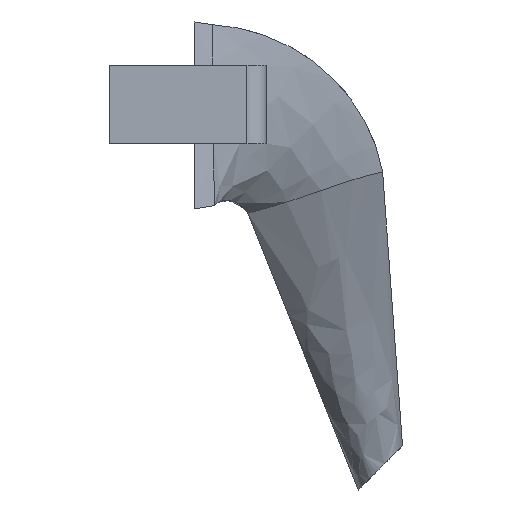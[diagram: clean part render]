
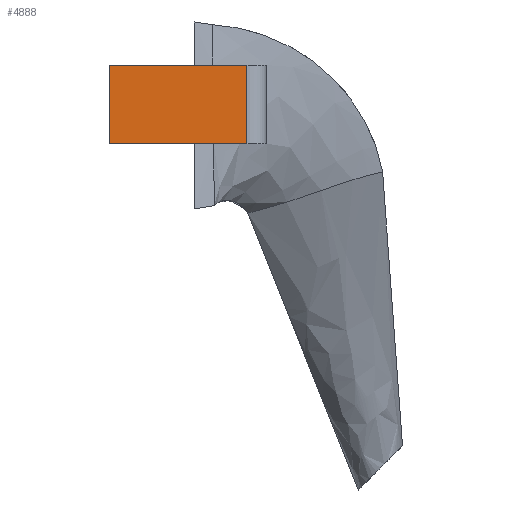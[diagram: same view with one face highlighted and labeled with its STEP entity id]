
A CAD part, left-side view. The second image highlights one B-rep face of the part: STEP entity #4888.
In plain terms, the highlighted planar face has unit normal (-1, 0, 0).
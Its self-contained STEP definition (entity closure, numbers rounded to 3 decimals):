
#1850 = PLANE('',#1851);
#1851 = AXIS2_PLACEMENT_3D('',#1852,#1853,#1854);
#1852 = CARTESIAN_POINT('',(-17.33,1.22,46.));
#1853 = DIRECTION('',(0.,0.,1.));
#1854 = DIRECTION('',(1.,0.,0.));
#1988 = PLANE('',#1989);
#1989 = AXIS2_PLACEMENT_3D('',#1990,#1991,#1992);
#1990 = CARTESIAN_POINT('',(-17.33,1.22,42.));
#1991 = DIRECTION('',(0.,0.,1.));
#1992 = DIRECTION('',(1.,0.,0.));
#2941 = VERTEX_POINT('',#2942);
#2942 = CARTESIAN_POINT('',(-19.996,5.31,42.));
#2956 = PLANE('',#2957);
#2957 = AXIS2_PLACEMENT_3D('',#2958,#2959,#2960);
#2958 = CARTESIAN_POINT('',(-17.808,5.31,42.));
#2959 = DIRECTION('',(0.,-1.,0.));
#2960 = DIRECTION('',(-1.,0.,0.));
#2968 = EDGE_CURVE('',#2941,#2969,#2971,.T.);
#2969 = VERTEX_POINT('',#2970);
#2970 = CARTESIAN_POINT('',(-19.996,-1.693,42.));
#2971 = SURFACE_CURVE('',#2972,(#2976,#2983),.PCURVE_S1.);
#2972 = LINE('',#2973,#2974);
#2973 = CARTESIAN_POINT('',(-19.996,5.31,42.));
#2974 = VECTOR('',#2975,1.);
#2975 = DIRECTION('',(0.,-1.,0.));
#2976 = PCURVE('',#1988,#2977);
#2977 = DEFINITIONAL_REPRESENTATION('',(#2978),#2982);
#2978 = LINE('',#2979,#2980);
#2979 = CARTESIAN_POINT('',(-2.667,4.09));
#2980 = VECTOR('',#2981,1.);
#2981 = DIRECTION('',(0.,-1.));
#2982 = ( GEOMETRIC_REPRESENTATION_CONTEXT(2) 
PARAMETRIC_REPRESENTATION_CONTEXT() REPRESENTATION_CONTEXT('2D SPACE',''
  ) );
#2983 = PCURVE('',#2984,#2989);
#2984 = PLANE('',#2985);
#2985 = AXIS2_PLACEMENT_3D('',#2986,#2987,#2988);
#2986 = CARTESIAN_POINT('',(-19.996,5.31,42.));
#2987 = DIRECTION('',(1.,0.,0.));
#2988 = DIRECTION('',(0.,-1.,0.));
#2989 = DEFINITIONAL_REPRESENTATION('',(#2990),#2994);
#2990 = LINE('',#2991,#2992);
#2991 = CARTESIAN_POINT('',(0.,0.));
#2992 = VECTOR('',#2993,1.);
#2993 = DIRECTION('',(1.,0.));
#2994 = ( GEOMETRIC_REPRESENTATION_CONTEXT(2) 
PARAMETRIC_REPRESENTATION_CONTEXT() REPRESENTATION_CONTEXT('2D SPACE',''
  ) );
#3013 = CYLINDRICAL_SURFACE('',#3014,1.);
#3014 = AXIS2_PLACEMENT_3D('',#3015,#3016,#3017);
#3015 = CARTESIAN_POINT('',(-18.996,-1.693,42.));
#3016 = DIRECTION('',(-0.,-0.,-1.));
#3017 = DIRECTION('',(1.,0.,0.));
#3266 = VERTEX_POINT('',#3267);
#3267 = CARTESIAN_POINT('',(-19.996,5.31,46.));
#3288 = EDGE_CURVE('',#3266,#3289,#3291,.T.);
#3289 = VERTEX_POINT('',#3290);
#3290 = CARTESIAN_POINT('',(-19.996,-1.693,46.));
#3291 = SURFACE_CURVE('',#3292,(#3296,#3303),.PCURVE_S1.);
#3292 = LINE('',#3293,#3294);
#3293 = CARTESIAN_POINT('',(-19.996,5.31,46.));
#3294 = VECTOR('',#3295,1.);
#3295 = DIRECTION('',(0.,-1.,0.));
#3296 = PCURVE('',#1850,#3297);
#3297 = DEFINITIONAL_REPRESENTATION('',(#3298),#3302);
#3298 = LINE('',#3299,#3300);
#3299 = CARTESIAN_POINT('',(-2.667,4.09));
#3300 = VECTOR('',#3301,1.);
#3301 = DIRECTION('',(0.,-1.));
#3302 = ( GEOMETRIC_REPRESENTATION_CONTEXT(2) 
PARAMETRIC_REPRESENTATION_CONTEXT() REPRESENTATION_CONTEXT('2D SPACE',''
  ) );
#3303 = PCURVE('',#2984,#3304);
#3304 = DEFINITIONAL_REPRESENTATION('',(#3305),#3309);
#3305 = LINE('',#3306,#3307);
#3306 = CARTESIAN_POINT('',(0.,-4.));
#3307 = VECTOR('',#3308,1.);
#3308 = DIRECTION('',(1.,0.));
#3309 = ( GEOMETRIC_REPRESENTATION_CONTEXT(2) 
PARAMETRIC_REPRESENTATION_CONTEXT() REPRESENTATION_CONTEXT('2D SPACE',''
  ) );
#4752 = EDGE_CURVE('',#2941,#3266,#4753,.T.);
#4753 = SURFACE_CURVE('',#4754,(#4758,#4765),.PCURVE_S1.);
#4754 = LINE('',#4755,#4756);
#4755 = CARTESIAN_POINT('',(-19.996,5.31,42.));
#4756 = VECTOR('',#4757,1.);
#4757 = DIRECTION('',(0.,0.,1.));
#4758 = PCURVE('',#2956,#4759);
#4759 = DEFINITIONAL_REPRESENTATION('',(#4760),#4764);
#4760 = LINE('',#4761,#4762);
#4761 = CARTESIAN_POINT('',(2.188,0.));
#4762 = VECTOR('',#4763,1.);
#4763 = DIRECTION('',(0.,-1.));
#4764 = ( GEOMETRIC_REPRESENTATION_CONTEXT(2) 
PARAMETRIC_REPRESENTATION_CONTEXT() REPRESENTATION_CONTEXT('2D SPACE',''
  ) );
#4765 = PCURVE('',#2984,#4766);
#4766 = DEFINITIONAL_REPRESENTATION('',(#4767),#4771);
#4767 = LINE('',#4768,#4769);
#4768 = CARTESIAN_POINT('',(0.,0.));
#4769 = VECTOR('',#4770,1.);
#4770 = DIRECTION('',(0.,-1.));
#4771 = ( GEOMETRIC_REPRESENTATION_CONTEXT(2) 
PARAMETRIC_REPRESENTATION_CONTEXT() REPRESENTATION_CONTEXT('2D SPACE',''
  ) );
#4865 = EDGE_CURVE('',#2969,#3289,#4866,.T.);
#4866 = SURFACE_CURVE('',#4867,(#4871,#4878),.PCURVE_S1.);
#4867 = LINE('',#4868,#4869);
#4868 = CARTESIAN_POINT('',(-19.996,-1.693,42.));
#4869 = VECTOR('',#4870,1.);
#4870 = DIRECTION('',(0.,0.,1.));
#4871 = PCURVE('',#3013,#4872);
#4872 = DEFINITIONAL_REPRESENTATION('',(#4873),#4877);
#4873 = LINE('',#4874,#4875);
#4874 = CARTESIAN_POINT('',(-3.142,0.));
#4875 = VECTOR('',#4876,1.);
#4876 = DIRECTION('',(-0.,-1.));
#4877 = ( GEOMETRIC_REPRESENTATION_CONTEXT(2) 
PARAMETRIC_REPRESENTATION_CONTEXT() REPRESENTATION_CONTEXT('2D SPACE',''
  ) );
#4878 = PCURVE('',#2984,#4879);
#4879 = DEFINITIONAL_REPRESENTATION('',(#4880),#4884);
#4880 = LINE('',#4881,#4882);
#4881 = CARTESIAN_POINT('',(7.003,0.));
#4882 = VECTOR('',#4883,1.);
#4883 = DIRECTION('',(0.,-1.));
#4884 = ( GEOMETRIC_REPRESENTATION_CONTEXT(2) 
PARAMETRIC_REPRESENTATION_CONTEXT() REPRESENTATION_CONTEXT('2D SPACE',''
  ) );
#4888 = ADVANCED_FACE('',(#4889),#2984,.F.);
#4889 = FACE_BOUND('',#4890,.F.);
#4890 = EDGE_LOOP('',(#4891,#4892,#4893,#4894));
#4891 = ORIENTED_EDGE('',*,*,#4752,.T.);
#4892 = ORIENTED_EDGE('',*,*,#3288,.T.);
#4893 = ORIENTED_EDGE('',*,*,#4865,.F.);
#4894 = ORIENTED_EDGE('',*,*,#2968,.F.);
